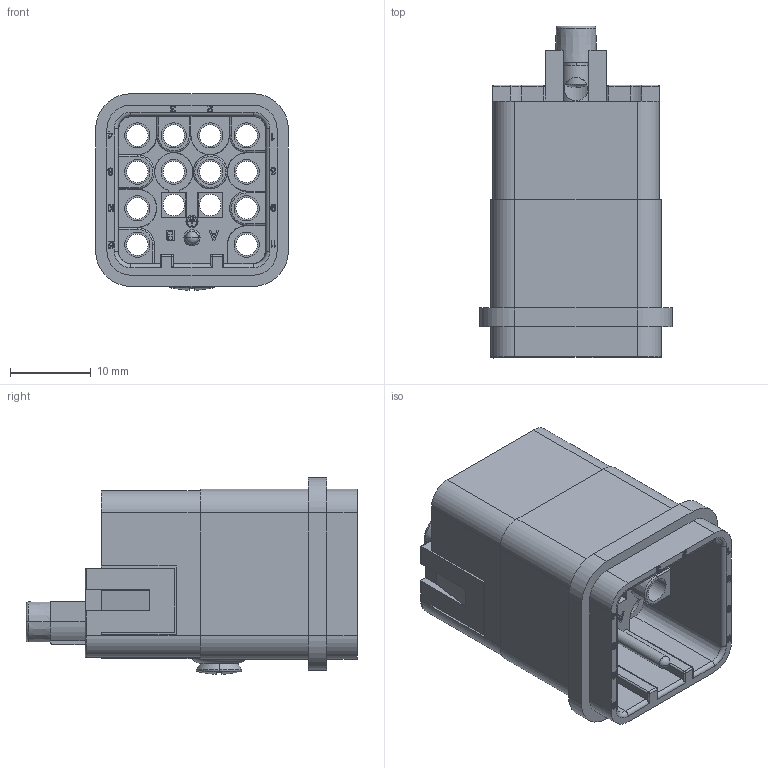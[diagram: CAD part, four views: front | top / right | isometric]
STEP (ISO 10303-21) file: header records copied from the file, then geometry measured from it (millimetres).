
FILE_DESCRIPTION(/* description */ (''),/* implementation_level */ '2;1');
FILE_NAME(/* name */ '3D_1300120100001_HQ-012_0-MC_V1.1_stp.stp',/* time_stamp */ '2022-09-22T11:38:06+08:00',/* author */ (''),/* organization */ (''),/* preprocessor_version */ 'ST-DEVELOPER v18.1',/* originating_system */ 'SIEMENS PLM Software NX 1980',/* authorisation */ '');
FILE_SCHEMA (('AP203_CONFIGURATION_CONTROLLED_3D_DESIGN_OF_MECHANICAL_PARTS_AND_ASSEMBLIES_MIM_LF { 1 0 10303 403 2 1 2}'));
Length unit declared in the file: millimetre
Products named in the file (1): 3D_1300120100001_HQ-012_0-MC_V1.0_stp
Bounding box: 23.8 x 41 x 24.27 mm (x, y, z)
Volume: 8404.6 mm3; surface area: 8964.6 mm2
Topology: 1 solids, 5 shells, 1286 faces, 3483 edges, 2270 vertices
Faces by surface type: plane 831, cylinder 337, cone 52, torus 39, bspline 14, sphere 10, extrusion 3
Entity records: 41074 total; most frequent: CARTESIAN_POINT 9348, ORIENTED_EDGE 6958, DIRECTION 5958, EDGE_CURVE 3479, VECTOR 2316, LINE 2313, VERTEX_POINT 2270, AXIS2_PLACEMENT_3D 1821
